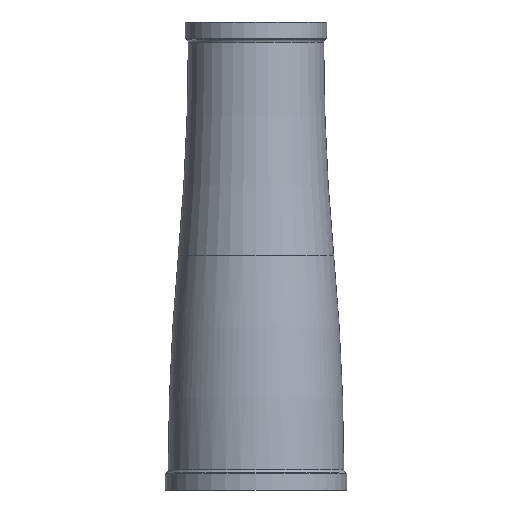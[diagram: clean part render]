
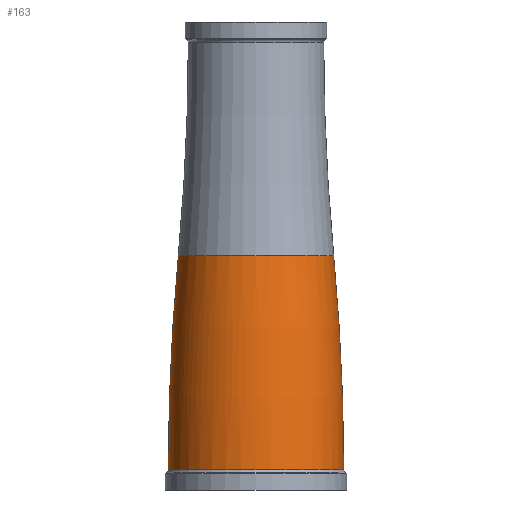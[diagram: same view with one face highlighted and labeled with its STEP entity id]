
A CAD part, left-side view. The second image highlights one B-rep face of the part: STEP entity #163.
In plain terms, the highlighted toroidal (fillet/blend) face has major radius 598.567 mm and minor radius 622.167 mm.
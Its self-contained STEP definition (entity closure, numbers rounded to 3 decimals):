
#5 = VERTEX_POINT ( 'NONE', #55 ) ;
#55 = CARTESIAN_POINT ( 'NONE',  ( 0., 23.6, -57.401 ) ) ;
#58 = CARTESIAN_POINT ( 'NONE',  ( 0., 598.567, -57.9 ) ) ;
#75 = AXIS2_PLACEMENT_3D ( 'NONE', #1041, #527, #1024 ) ;
#163 = ADVANCED_FACE ( 'NONE', ( #372 ), #197, .T. ) ;
#197 = TOROIDAL_SURFACE ( 'NONE', #335, -598.567, 622.167 ) ;
#206 = EDGE_CURVE ( 'NONE', #725, #253, #215, .T. ) ;
#215 = CIRCLE ( 'NONE', #704, 622.167 ) ;
#227 = CARTESIAN_POINT ( 'NONE',  ( 0., 20.9, 0. ) ) ;
#240 = ORIENTED_EDGE ( 'NONE', *, *, #955, .T. ) ;
#253 = VERTEX_POINT ( 'NONE', #766 ) ;
#289 = CARTESIAN_POINT ( 'NONE',  ( 0., 0., 0. ) ) ;
#301 = CIRCLE ( 'NONE', #75, 622.167 ) ;
#308 = DIRECTION ( 'NONE',  ( 0., 0., -1. ) ) ;
#319 = CIRCLE ( 'NONE', #593, 23.6 ) ;
#335 = AXIS2_PLACEMENT_3D ( 'NONE', #726, #308, #895 ) ;
#372 = FACE_OUTER_BOUND ( 'NONE', #981, .T. ) ;
#373 = AXIS2_PLACEMENT_3D ( 'NONE', #289, #374, #868 ) ;
#374 = DIRECTION ( 'NONE',  ( 0., 0., -1. ) ) ;
#397 = DIRECTION ( 'NONE',  ( 1., 0., 0. ) ) ;
#422 = ORIENTED_EDGE ( 'NONE', *, *, #549, .F. ) ;
#426 = CARTESIAN_POINT ( 'NONE',  ( 0., -20.9, 0. ) ) ;
#459 = DIRECTION ( 'NONE',  ( 0., 1., 0. ) ) ;
#527 = DIRECTION ( 'NONE',  ( -1., 0., 0. ) ) ;
#549 = EDGE_CURVE ( 'NONE', #253, #5, #319, .T. ) ;
#562 = DIRECTION ( 'NONE',  ( 0., 1., 0. ) ) ;
#589 = EDGE_CURVE ( 'NONE', #1031, #5, #301, .T. ) ;
#593 = AXIS2_PLACEMENT_3D ( 'NONE', #732, #877, #459 ) ;
#627 = ORIENTED_EDGE ( 'NONE', *, *, #589, .T. ) ;
#703 = CIRCLE ( 'NONE', #373, 20.9 ) ;
#704 = AXIS2_PLACEMENT_3D ( 'NONE', #58, #397, #562 ) ;
#712 = ORIENTED_EDGE ( 'NONE', *, *, #206, .F. ) ;
#725 = VERTEX_POINT ( 'NONE', #426 ) ;
#726 = CARTESIAN_POINT ( 'NONE',  ( 0., 0., -57.9 ) ) ;
#732 = CARTESIAN_POINT ( 'NONE',  ( 0., 0., -57.401 ) ) ;
#766 = CARTESIAN_POINT ( 'NONE',  ( 0., -23.6, -57.401 ) ) ;
#868 = DIRECTION ( 'NONE',  ( 0., 1., 0. ) ) ;
#877 = DIRECTION ( 'NONE',  ( 0., 0., -1. ) ) ;
#895 = DIRECTION ( 'NONE',  ( 0., 1., 0. ) ) ;
#955 = EDGE_CURVE ( 'NONE', #725, #1031, #703, .T. ) ;
#981 = EDGE_LOOP ( 'NONE', ( #712, #240, #627, #422 ) ) ;
#1024 = DIRECTION ( 'NONE',  ( 0., 0., 1. ) ) ;
#1031 = VERTEX_POINT ( 'NONE', #227 ) ;
#1041 = CARTESIAN_POINT ( 'NONE',  ( 0., -598.567, -57.9 ) ) ;
